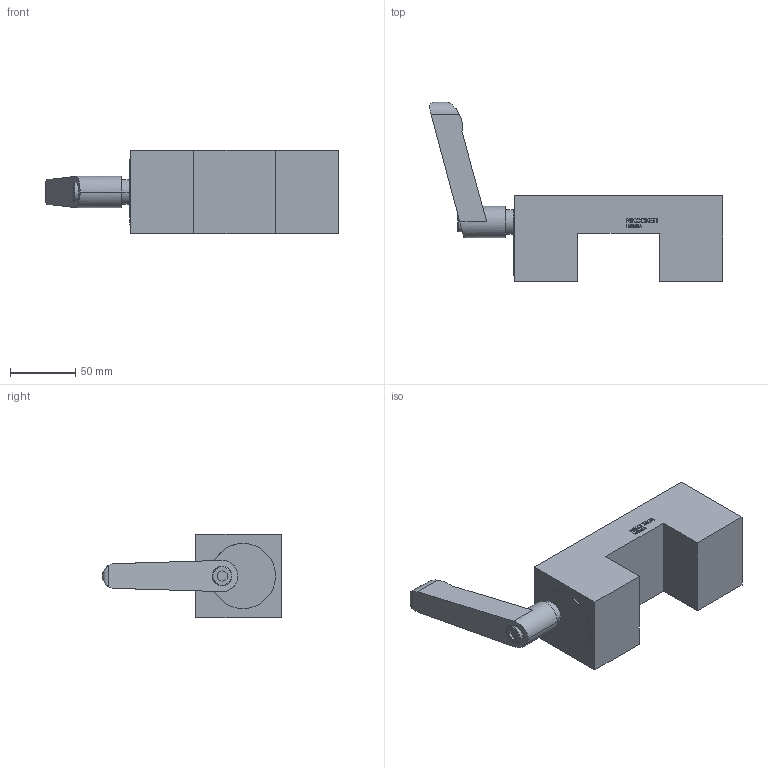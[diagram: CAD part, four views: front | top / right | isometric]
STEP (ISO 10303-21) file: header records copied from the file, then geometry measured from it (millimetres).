
FILE_DESCRIPTION((''),'2;1');
FILE_NAME('FE6501A','2023-07-07T17:34:37',('lx'),(''),'CREO PARAMETRIC BY PTC INC, 2018100','CREO PARAMETRIC BY PTC INC, 2018100','');
FILE_SCHEMA(('CONFIG_CONTROL_DESIGN'));
Length unit declared in the file: millimetre
Products named in the file (1): FE6501A
Bounding box: 225.5 x 137.7 x 64 mm (x, y, z)
Volume: 562359.3 mm3; surface area: 66231.8 mm2
Topology: 1 solids, 4 shells, 419 faces, 1141 edges, 760 vertices
Faces by surface type: plane 386, cylinder 29, cone 4
Entity records: 13113 total; most frequent: CARTESIAN_POINT 2444, ORIENTED_EDGE 2280, DIRECTION 2012, EDGE_CURVE 1141, VECTOR 1070, LINE 1070, VERTEX_POINT 760, AXIS2_PLACEMENT_3D 471
